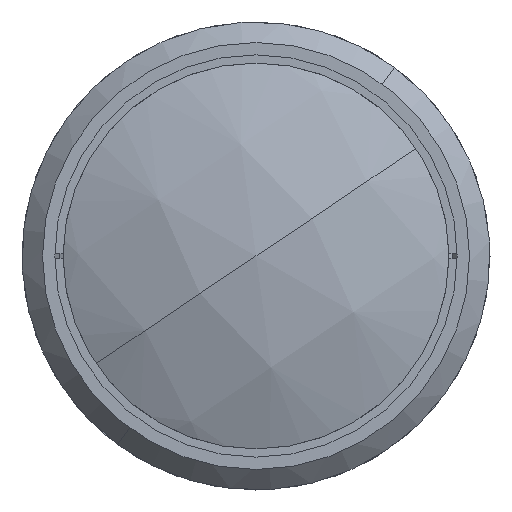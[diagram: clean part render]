
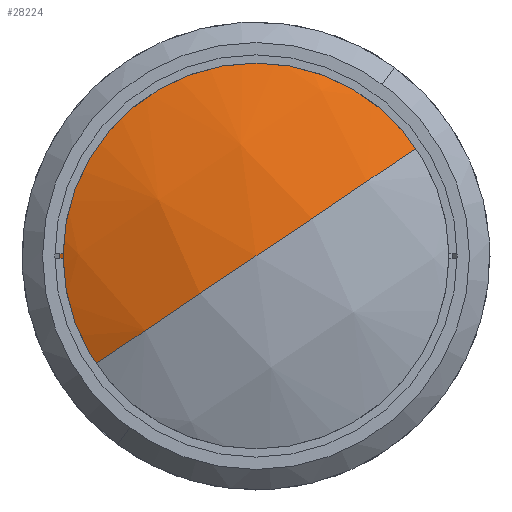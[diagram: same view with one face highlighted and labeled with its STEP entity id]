
A CAD part, left-side view. The second image highlights one B-rep face of the part: STEP entity #28224.
In plain terms, the highlighted spherical face has radius 114.92 mm.
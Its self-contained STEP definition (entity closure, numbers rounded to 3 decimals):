
#1275 = FACE_OUTER_BOUND ( 'NONE', #3451, .T. ) ;
#2727 = DIRECTION ( 'NONE',  ( 0., -0.558, -0.83 ) ) ;
#3451 = EDGE_LOOP ( 'NONE', ( #9502, #18134, #23047 ) ) ;
#4514 = AXIS2_PLACEMENT_3D ( 'NONE', #18449, #9130, #25461 ) ;
#5127 = VERTEX_POINT ( 'NONE', #7597 ) ;
#7597 = CARTESIAN_POINT ( 'NONE',  ( 12.504, 39.828, -26.79 ) ) ;
#8449 = EDGE_CURVE ( 'NONE', #5127, #8767, #13630, .T. ) ;
#8767 = VERTEX_POINT ( 'NONE', #27184 ) ;
#9130 = DIRECTION ( 'NONE',  ( 0., 0.558, 0.83 ) ) ;
#9502 = ORIENTED_EDGE ( 'NONE', *, *, #25046, .T. ) ;
#12463 = AXIS2_PLACEMENT_3D ( 'NONE', #13929, #30313, #16287 ) ;
#13630 = CIRCLE ( 'NONE', #12463, 114.92 ) ;
#13762 = CARTESIAN_POINT ( 'NONE',  ( 12.504, 0., 0. ) ) ;
#13929 = CARTESIAN_POINT ( 'NONE',  ( 116.92, 0., 0. ) ) ;
#14252 = AXIS2_PLACEMENT_3D ( 'NONE', #13762, #30128, #16093 ) ;
#16093 = DIRECTION ( 'NONE',  ( 0., 0.558, 0.83 ) ) ;
#16287 = DIRECTION ( 'NONE',  ( 0., -0.83, 0.558 ) ) ;
#16748 = CARTESIAN_POINT ( 'NONE',  ( 116.92, 0., 0. ) ) ;
#18134 = ORIENTED_EDGE ( 'NONE', *, *, #8449, .T. ) ;
#18449 = CARTESIAN_POINT ( 'NONE',  ( 116.92, 0., 0. ) ) ;
#18794 = VERTEX_POINT ( 'NONE', #21828 ) ;
#19108 = DIRECTION ( 'NONE',  ( 0., 0.83, -0.558 ) ) ;
#21828 = CARTESIAN_POINT ( 'NONE',  ( 12.504, -39.828, 26.79 ) ) ;
#22590 = CIRCLE ( 'NONE', #14252, 48. ) ;
#23047 = ORIENTED_EDGE ( 'NONE', *, *, #26813, .F. ) ;
#25024 = AXIS2_PLACEMENT_3D ( 'NONE', #16748, #2727, #19108 ) ;
#25046 = EDGE_CURVE ( 'NONE', #18794, #5127, #22590, .T. ) ;
#25435 = SPHERICAL_SURFACE ( 'NONE', #4514, 114.92 ) ;
#25461 = DIRECTION ( 'NONE',  ( 0., -0.83, 0.558 ) ) ;
#26813 = EDGE_CURVE ( 'NONE', #18794, #8767, #28431, .T. ) ;
#27184 = CARTESIAN_POINT ( 'NONE',  ( 2., 0., 0. ) ) ;
#28224 = ADVANCED_FACE ( 'NONE', ( #1275 ), #25435, .T. ) ;
#28431 = CIRCLE ( 'NONE', #25024, 114.92 ) ;
#30128 = DIRECTION ( 'NONE',  ( -1., 0., 0. ) ) ;
#30313 = DIRECTION ( 'NONE',  ( 0., 0.558, 0.83 ) ) ;
